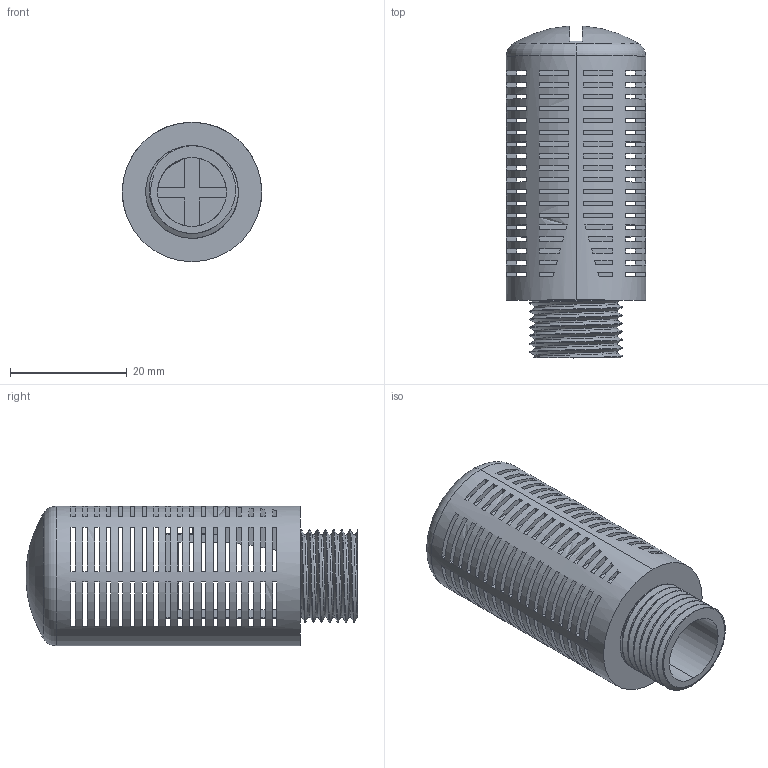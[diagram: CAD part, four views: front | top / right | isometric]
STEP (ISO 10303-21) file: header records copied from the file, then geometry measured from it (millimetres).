
FILE_DESCRIPTION (( 'STEP AP203' ), '1' );
FILE_NAME ('SPL-38R.step', '2016-02-15T20:19:43', ( '' ), ( '' ), 'SwSTEP 2.0', 'SolidWorks 2015', '' );
FILE_SCHEMA (( 'CONFIG_CONTROL_DESIGN' ));
Length unit declared in the file: inch
Products named in the file (1): SPL-38R
Bounding box: 23.88 x 56.87 x 23.88 mm (x, y, z)
Volume: 7744 mm3; surface area: 12836.7 mm2
Topology: 1 solids, 1 shells, 626 faces, 1777 edges, 1182 vertices
Faces by surface type: plane 595, cylinder 24, bspline 4, torus 2, sphere 1
Entity records: 22418 total; most frequent: CARTESIAN_POINT 5316, ORIENTED_EDGE 3550, DIRECTION 3490, EDGE_CURVE 1775, VERTEX_POINT 1181, AXIS2_PLACEMENT_3D 1167, VECTOR 1156, LINE 1156
